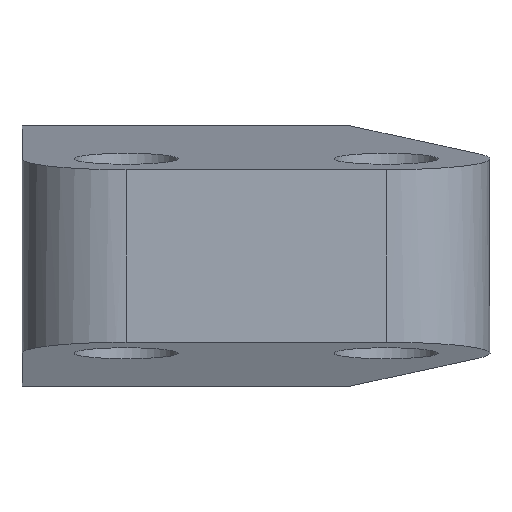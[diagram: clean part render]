
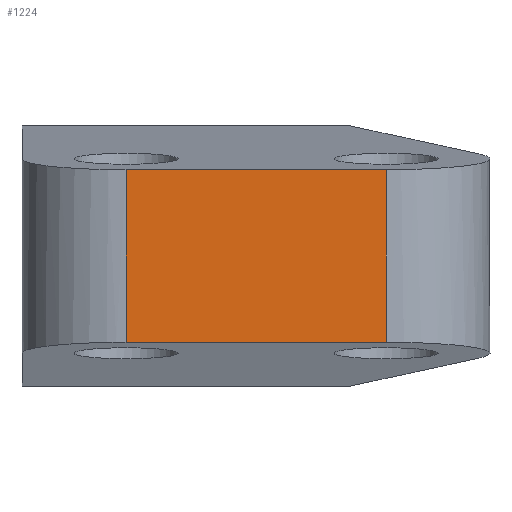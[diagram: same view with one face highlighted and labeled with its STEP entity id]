
A CAD part, front view. The second image highlights one B-rep face of the part: STEP entity #1224.
In plain terms, the highlighted planar face has unit normal (0, -1, 0).
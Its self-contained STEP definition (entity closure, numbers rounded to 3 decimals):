
#159=FACE_OUTER_BOUND('',#235,.T.);
#235=EDGE_LOOP('',(#1088,#1089,#1090,#1091));
#356=LINE('',#2124,#473);
#362=LINE('',#2142,#479);
#365=LINE('',#2151,#482);
#366=LINE('',#2157,#483);
#473=VECTOR('',#1512,10.);
#479=VECTOR('',#1530,10.);
#482=VECTOR('',#1539,10.);
#483=VECTOR('',#1546,10.);
#591=VERTEX_POINT('',#2120);
#593=VERTEX_POINT('',#2123);
#599=VERTEX_POINT('',#2141);
#601=VERTEX_POINT('',#2146);
#756=EDGE_CURVE('',#593,#591,#356,.T.);
#765=EDGE_CURVE('',#599,#593,#362,.T.);
#770=EDGE_CURVE('',#601,#599,#365,.T.);
#773=EDGE_CURVE('',#601,#591,#366,.T.);
#1088=ORIENTED_EDGE('',*,*,#756,.T.);
#1089=ORIENTED_EDGE('',*,*,#773,.F.);
#1090=ORIENTED_EDGE('',*,*,#770,.T.);
#1091=ORIENTED_EDGE('',*,*,#765,.T.);
#1163=PLANE('',#1309);
#1224=ADVANCED_FACE('',(#159),#1163,.T.);
#1309=AXIS2_PLACEMENT_3D('',#2156,#1544,#1545);
#1512=DIRECTION('',(-1.,0.,0.));
#1530=DIRECTION('',(0.,0.,1.));
#1539=DIRECTION('',(1.,0.,0.));
#1544=DIRECTION('center_axis',(0.,-1.,0.));
#1545=DIRECTION('ref_axis',(1.,0.,0.));
#1546=DIRECTION('',(0.,0.,1.));
#2120=CARTESIAN_POINT('',(6.,0.,4.977));
#2123=CARTESIAN_POINT('',(21.,0.,4.977));
#2124=CARTESIAN_POINT('',(0.,0.,4.977));
#2141=CARTESIAN_POINT('',(21.,0.,-4.977));
#2142=CARTESIAN_POINT('',(21.,0.,0.));
#2146=CARTESIAN_POINT('',(6.,0.,-4.977));
#2151=CARTESIAN_POINT('',(0.,0.,-4.977));
#2156=CARTESIAN_POINT('Origin',(0.,0.,0.));
#2157=CARTESIAN_POINT('',(6.,0.,0.));
